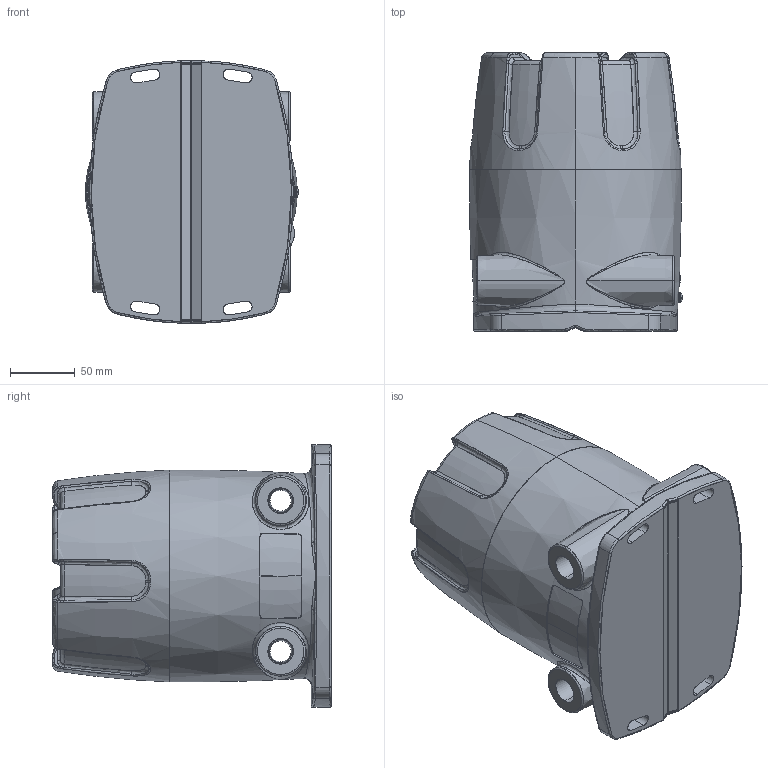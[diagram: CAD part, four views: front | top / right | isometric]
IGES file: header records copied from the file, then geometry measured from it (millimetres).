
Start section: SolidWorks IGES file using analytic representation for surfaces
Global section: file name: PD8-7000.IGS; native system: SolidWorks 2016; preprocessor: SolidWorks 2016; author: sbavar; date: 160830.173130; units: millimetre
Bounding box: 164 x 214.5 x 202.44 mm (x, y, z)
Surface area: 270528.4 mm2 (no closed solid volume)
Topology: 0 solids, 0 shells, 1526 faces, 14747 edges, 14741 vertices
Faces by surface type: bspline 1316, revolution 210
